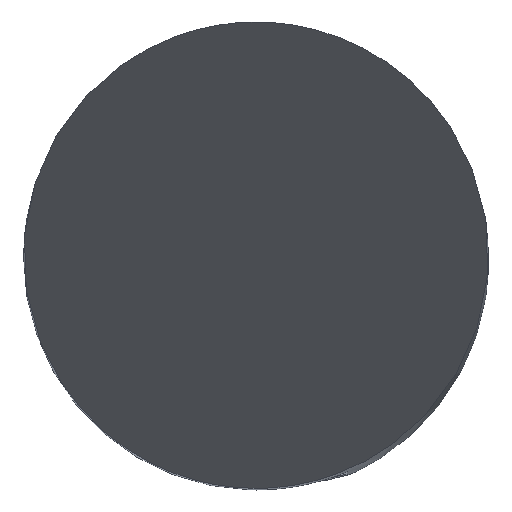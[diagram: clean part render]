
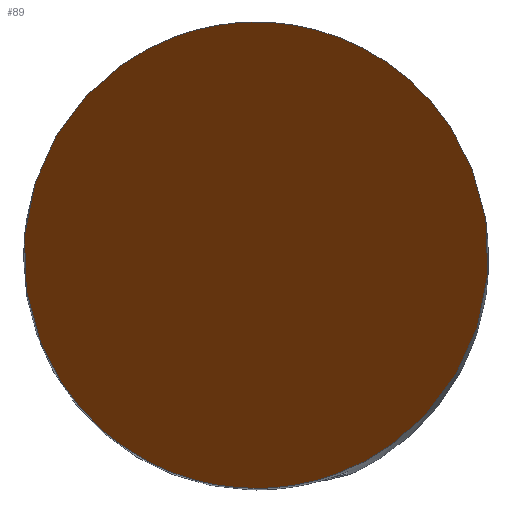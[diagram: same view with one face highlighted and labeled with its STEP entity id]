
A CAD part, top view. The second image highlights one B-rep face of the part: STEP entity #89.
In plain terms, the highlighted planar face has unit normal (0, -0.866, 0.5).
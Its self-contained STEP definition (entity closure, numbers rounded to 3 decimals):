
#57=PLANE('',#555);
#89=ADVANCED_FACE('',(#124),#57,.F.);
#124=FACE_OUTER_BOUND('',#152,.T.);
#152=EDGE_LOOP('',(#259,#260));
#164=(
BOUNDED_CURVE()
B_SPLINE_CURVE(3,(#703,#704,#705,#706),.UNSPECIFIED.,.F.,.F.)
B_SPLINE_CURVE_WITH_KNOTS((4,4),(0.,1.),.UNSPECIFIED.)
CURVE()
GEOMETRIC_REPRESENTATION_ITEM()
RATIONAL_B_SPLINE_CURVE((1.,0.333,0.333,1.))
REPRESENTATION_ITEM('')
);
#170=(
BOUNDED_CURVE()
B_SPLINE_CURVE(3,(#1178,#1179,#1180,#1181),.UNSPECIFIED.,.F.,.F.)
B_SPLINE_CURVE_WITH_KNOTS((4,4),(0.,1.),.UNSPECIFIED.)
CURVE()
GEOMETRIC_REPRESENTATION_ITEM()
RATIONAL_B_SPLINE_CURVE((1.,0.333,0.333,1.))
REPRESENTATION_ITEM('')
);
#259=ORIENTED_EDGE('',*,*,#402,.F.);
#260=ORIENTED_EDGE('',*,*,#358,.F.);
#313=VERTEX_POINT('',#702);
#314=VERTEX_POINT('',#707);
#358=EDGE_CURVE('',#313,#314,#164,.T.);
#402=EDGE_CURVE('',#314,#313,#170,.T.);
#555=AXIS2_PLACEMENT_3D('',#1182,#627,#628);
#627=DIRECTION('',(0.,0.866,-0.5));
#628=DIRECTION('',(0.,0.5,0.866));
#702=CARTESIAN_POINT('',(0.,3.5,6.062));
#703=CARTESIAN_POINT('',(0.,3.5,6.062));
#704=CARTESIAN_POINT('',(7.,3.5,6.062));
#705=CARTESIAN_POINT('',(7.,-3.5,-6.062));
#706=CARTESIAN_POINT('',(0.,-3.5,-6.062));
#707=CARTESIAN_POINT('',(0.,-3.5,-6.062));
#1178=CARTESIAN_POINT('',(0.,-3.5,-6.062));
#1179=CARTESIAN_POINT('',(-7.,-3.5,-6.062));
#1180=CARTESIAN_POINT('',(-7.,3.5,6.062));
#1181=CARTESIAN_POINT('',(0.,3.5,6.062));
#1182=CARTESIAN_POINT('',(3.75,-3.5,-6.062));
